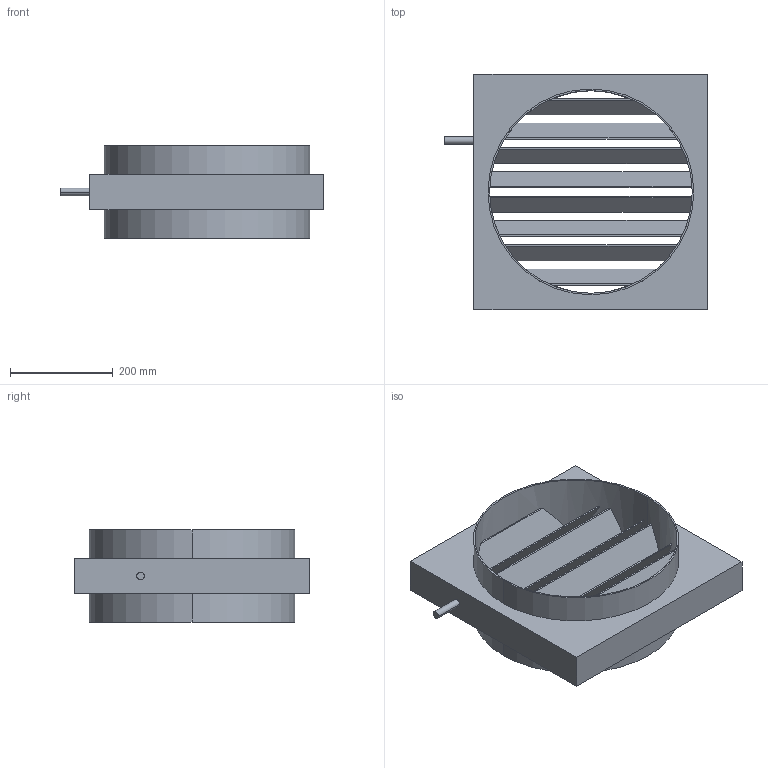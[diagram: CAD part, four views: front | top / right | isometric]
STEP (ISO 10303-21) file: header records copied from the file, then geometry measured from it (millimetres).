
FILE_DESCRIPTION (( 'STEP AP214' ), '1' );
FILE_NAME ('JRE 40.STEP', '2018-05-14T11:36:08', ( 'CADnetwork' ), ( '' ), 'SwSTEP 2.0', 'SolidWorks 2014', '' );
FILE_SCHEMA (( 'AUTOMOTIVE_DESIGN' ));
Length unit declared in the file: millimetre
Products named in the file (1): JRE 40
Bounding box: 513 x 458 x 179 mm (x, y, z)
Volume: 6898133.6 mm3; surface area: 1014191.1 mm2
Topology: 1 solids, 1 shells, 49 faces, 132 edges, 88 vertices
Faces by surface type: plane 41, cylinder 8
Entity records: 1624 total; most frequent: CARTESIAN_POINT 366, ORIENTED_EDGE 264, DIRECTION 248, EDGE_CURVE 132, AXIS2_PLACEMENT_3D 98, VERTEX_POINT 88, EDGE_LOOP 70, LINE 52
